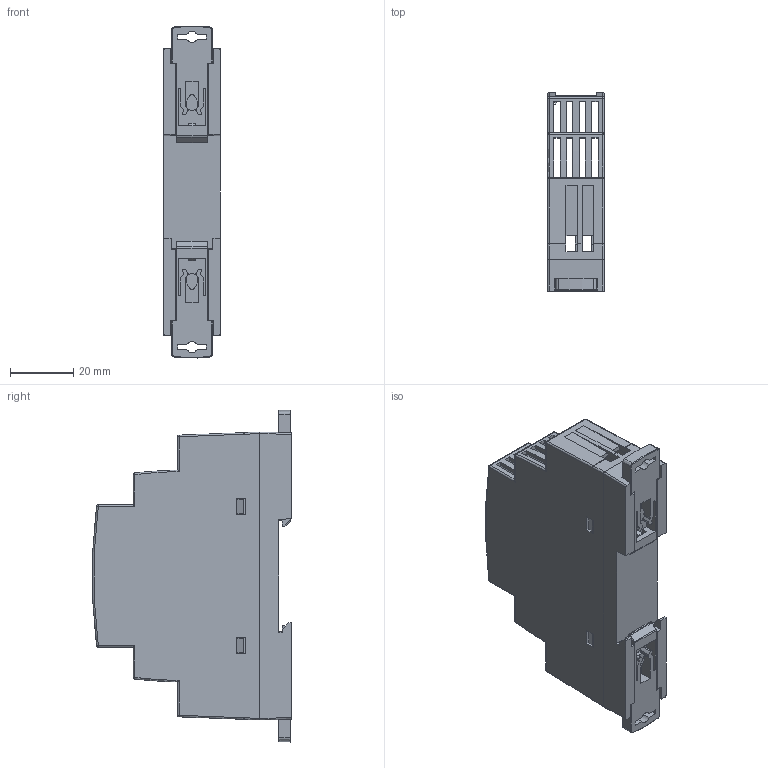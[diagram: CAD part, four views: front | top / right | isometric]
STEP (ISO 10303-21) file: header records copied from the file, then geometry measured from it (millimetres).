
FILE_DESCRIPTION((''),'2;1');
FILE_NAME('SPMA-1D_ASM','2018-08-20T',('huangxiufeng'),(''),'PRO/ENGINEER BY PARAMETRIC TECHNOLOGY CORPORATION, 2010480','PRO/ENGINEER BY PARAMETRIC TECHNOLOGY CORPORATION, 2010480','');
FILE_SCHEMA(('AUTOMOTIVE_DESIGN_CC2 { 1 2 10303 214 -1 1 5 2 }'));
Length unit declared in the file: millimetre
Products named in the file (4): SHANGGAI; XIAGAI; KAKOU; SPMA-1D_ASM
Assembly tree (4 placements, depth 2):
  SPMA-1D_ASM
    SHANGGAI
    XIAGAI
    KAKOU  x2
Bounding box: 18 x 62.87 x 104.91 mm (x, y, z)
Volume: 21042.4 mm3; surface area: 32444.2 mm2
Topology: 4 solids, 4 shells, 592 faces, 1744 edges, 1128 vertices
Faces by surface type: plane 401, cylinder 117, cone 26, bspline 20, sphere 16, torus 12
Entity records: 22154 total; most frequent: CARTESIAN_POINT 3591, ORIENTED_EDGE 3028, DIRECTION 2699, PRESENTATION_STYLE_ASSIGNMENT 1517, STYLED_ITEM 1517, CURVE_STYLE 1514, EDGE_CURVE 1514, VECTOR 1211
